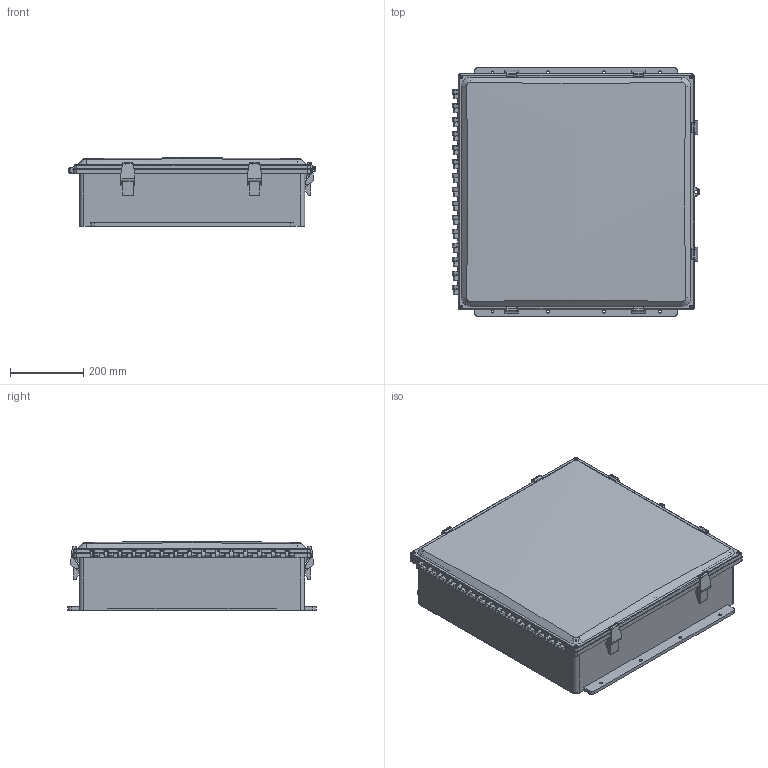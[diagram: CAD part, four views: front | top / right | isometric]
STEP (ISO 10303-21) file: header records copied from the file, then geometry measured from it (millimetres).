
FILE_DESCRIPTION (( 'STEP AP214' ), '1' );
FILE_NAME ('AH24246SS.STEP', '2024-03-07T15:52:45', ( '' ), ( '' ), 'SwSTEP 2.0', 'SolidWorks 2023', '' );
FILE_SCHEMA (( 'AUTOMOTIVE_DESIGN' ));
Length unit declared in the file: inch
Products named in the file (1): AH24246SS
Bounding box: 677.58 x 678.94 x 187.28 mm (x, y, z)
Volume: 5385093.1 mm3; surface area: 2701315.4 mm2
Topology: 14 solids, 14 shells, 1614 faces, 4165 edges, 2630 vertices
Faces by surface type: plane 653, bspline 458, cylinder 433, torus 34, cone 34, sphere 2
Full cylindrical faces by diameter (mm): 4.76 x21, 4.953 x4, 6.35 x4, 7.518 x4, 7.937 x15, 8.038 x8, 8.318 x15, 9.525 x2, 9.906 x4, 11.43 x1, 12.38 x21, 15.88 x4
Entity records: 82669 total; most frequent: CARTESIAN_POINT 49094, ORIENTED_EDGE 7892, DIRECTION 5218, EDGE_CURVE 3946, VERTEX_POINT 2549, EDGE_LOOP 1861, LINE 1836, VECTOR 1836
